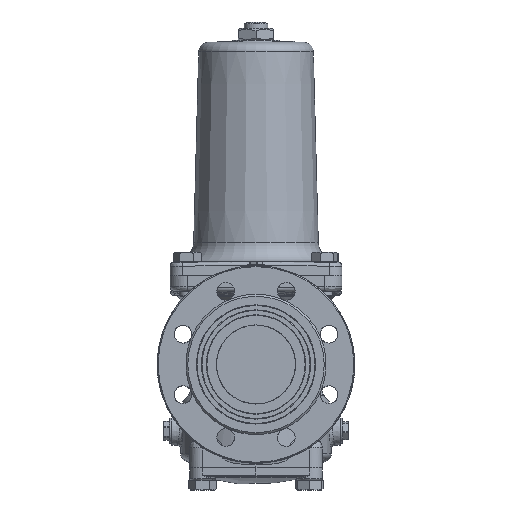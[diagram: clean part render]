
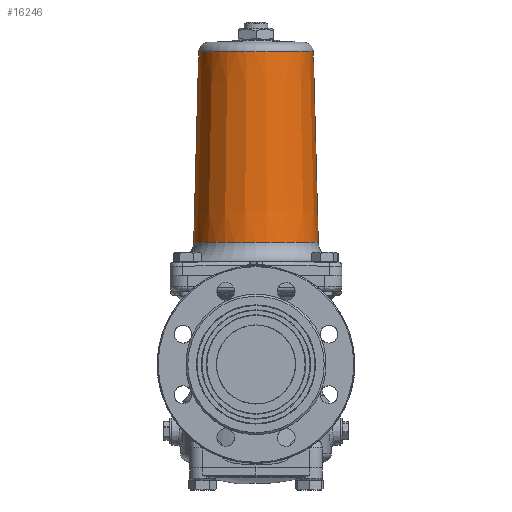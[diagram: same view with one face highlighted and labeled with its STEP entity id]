
A CAD part, left-side view. The second image highlights one B-rep face of the part: STEP entity #16246.
In plain terms, the highlighted conical face has half-angle 1.5 degrees and reference radius 60.644 mm.
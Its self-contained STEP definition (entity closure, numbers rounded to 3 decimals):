
#2404=FACE_OUTER_BOUND('',#3479,.T.);
#3479=EDGE_LOOP('',(#12069,#12070,#12071,#12072,#12073,#12074));
#4620=LINE('',#25472,#5390);
#5390=VECTOR('',#19864,60.644);
#6086=CIRCLE('',#17566,58.);
#6087=CIRCLE('',#17567,58.);
#6088=CIRCLE('',#17568,63.045);
#6089=CIRCLE('',#17569,63.045);
#7108=VERTEX_POINT('',#25467);
#7109=VERTEX_POINT('',#25468);
#7110=VERTEX_POINT('',#25471);
#7111=VERTEX_POINT('',#25473);
#8936=EDGE_CURVE('',#7108,#7109,#6086,.T.);
#8937=EDGE_CURVE('',#7109,#7108,#6087,.T.);
#8938=EDGE_CURVE('',#7109,#7110,#4620,.T.);
#8939=EDGE_CURVE('',#7111,#7110,#6088,.T.);
#8940=EDGE_CURVE('',#7110,#7111,#6089,.T.);
#12069=ORIENTED_EDGE('',*,*,#8936,.F.);
#12070=ORIENTED_EDGE('',*,*,#8937,.F.);
#12071=ORIENTED_EDGE('',*,*,#8938,.T.);
#12072=ORIENTED_EDGE('',*,*,#8939,.F.);
#12073=ORIENTED_EDGE('',*,*,#8940,.F.);
#12074=ORIENTED_EDGE('',*,*,#8938,.F.);
#15904=CONICAL_SURFACE('',#17565,60.644,0.026);
#16246=ADVANCED_FACE('',(#2404),#15904,.T.);
#17565=AXIS2_PLACEMENT_3D('',#25466,#19858,#19859);
#17566=AXIS2_PLACEMENT_3D('',#25469,#19860,#19861);
#17567=AXIS2_PLACEMENT_3D('',#25470,#19862,#19863);
#17568=AXIS2_PLACEMENT_3D('',#25474,#19865,#19866);
#17569=AXIS2_PLACEMENT_3D('',#25475,#19867,#19868);
#19858=DIRECTION('center_axis',(0.,0.,-1.));
#19859=DIRECTION('ref_axis',(0.,1.,0.));
#19860=DIRECTION('center_axis',(0.,0.,1.));
#19861=DIRECTION('ref_axis',(0.,-1.,0.));
#19862=DIRECTION('center_axis',(0.,0.,1.));
#19863=DIRECTION('ref_axis',(0.,-1.,0.));
#19864=DIRECTION('',(0.,-0.026,-1.));
#19865=DIRECTION('center_axis',(0.,0.,-1.));
#19866=DIRECTION('ref_axis',(0.,-1.,0.));
#19867=DIRECTION('center_axis',(0.,0.,-1.));
#19868=DIRECTION('ref_axis',(0.,-1.,0.));
#25466=CARTESIAN_POINT('Origin',(0.,0.,
215.305));
#25467=CARTESIAN_POINT('',(58.,0.,316.262));
#25468=CARTESIAN_POINT('',(0.,-58.,316.262));
#25469=CARTESIAN_POINT('Origin',(0.,0.,
316.262));
#25470=CARTESIAN_POINT('Origin',(0.,0.,
316.262));
#25471=CARTESIAN_POINT('',(0.,-63.045,123.582));
#25472=CARTESIAN_POINT('',(0.,-60.644,215.305));
#25473=CARTESIAN_POINT('',(63.045,0.,123.582));
#25474=CARTESIAN_POINT('Origin',(0.,0.,
123.582));
#25475=CARTESIAN_POINT('Origin',(0.,0.,
123.582));
